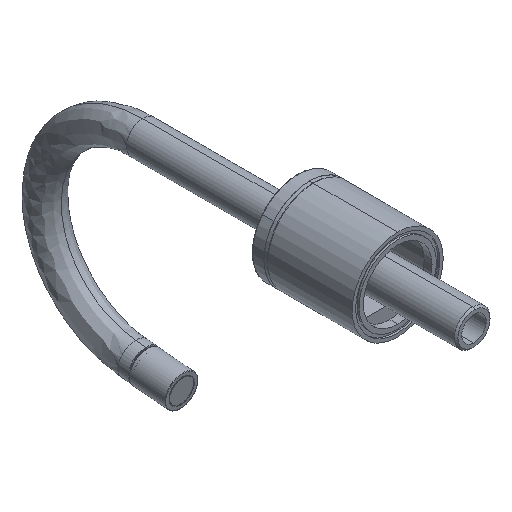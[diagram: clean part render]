
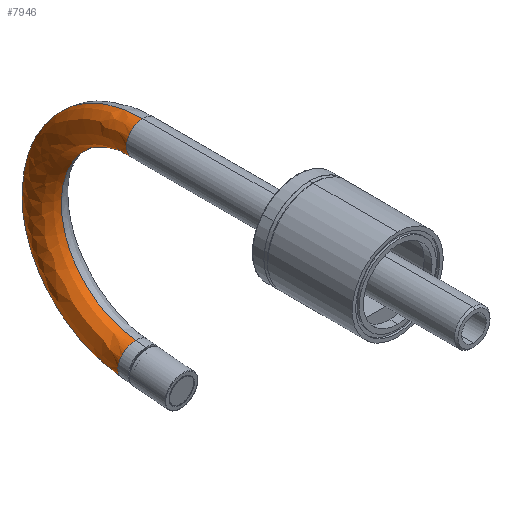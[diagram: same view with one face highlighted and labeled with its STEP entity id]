
A CAD part, isometric view. The second image highlights one B-rep face of the part: STEP entity #7946.
In plain terms, the highlighted free-form (B-spline) face has degree [3, 3] with [4, 4] control points.
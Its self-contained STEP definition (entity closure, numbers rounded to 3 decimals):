
#403 = CARTESIAN_POINT ( 'NONE',  ( 19.226, 232.964, 35.475 ) ) ;
#626 = EDGE_CURVE ( 'NONE', #7142, #8203, #15120, .T. ) ;
#775 = VERTEX_POINT ( 'NONE', #15016 ) ;
#1176 = DIRECTION ( 'NONE',  ( 0., 0.087, -0.996 ) ) ;
#1537 = CARTESIAN_POINT ( 'NONE',  ( 0.226, 149.723, -59.444 ) ) ;
#1639 = CIRCLE ( 'NONE', #11110, 9.5 ) ;
#1672 = CARTESIAN_POINT ( 'NONE',  ( 19.226, 151.379, -78.371 ) ) ;
#1734 = ORIENTED_EDGE ( 'NONE', *, *, #3197, .T. ) ;
#1796 = FACE_OUTER_BOUND ( 'NONE', #14874, .T. ) ;
#2263 = CARTESIAN_POINT ( 'NONE',  ( 19.226, 145.578, 54.475 ) ) ;
#2848 = CARTESIAN_POINT ( 'NONE',  ( 19.226, 149.723, -59.444 ) ) ;
#3132 = AXIS2_PLACEMENT_3D ( 'NONE', #14759, #6744, #10666 ) ;
#3189 = AXIS2_PLACEMENT_3D ( 'NONE', #12652, #12829, #16565 ) ;
#3197 = EDGE_CURVE ( 'NONE', #775, #7142, #11262, .T. ) ;
#3301 = CIRCLE ( 'NONE', #5539, 47.55 ) ;
#4409 = CARTESIAN_POINT ( 'NONE',  ( 0.226, 273.217, -67.712 ) ) ;
#4494 = CARTESIAN_POINT ( 'NONE',  ( 19.226, 151.379, -78.371 ) ) ;
#5539 = AXIS2_PLACEMENT_3D ( 'NONE', #12764, #8929, #15293 ) ;
#5726 = CARTESIAN_POINT ( 'NONE',  ( 19.226, 145.578, 35.475 ) ) ;
#6744 = DIRECTION ( 'NONE',  ( -1., 0., 0. ) ) ;
#6987 = ORIENTED_EDGE ( 'NONE', *, *, #15213, .T. ) ;
#7142 = VERTEX_POINT ( 'NONE', #2263 ) ;
#7946 = ADVANCED_FACE ( 'NONE', ( #1796 ), #8547, .T. ) ;
#8179 = CARTESIAN_POINT ( 'NONE',  ( 0.226, 145.578, 54.475 ) ) ;
#8203 = VERTEX_POINT ( 'NONE', #1672 ) ;
#8352 = CARTESIAN_POINT ( 'NONE',  ( 0.226, 232.964, 35.475 ) ) ;
#8547 =( BOUNDED_SURFACE ( )  B_SPLINE_SURFACE ( 3, 3, ( 
 ( #5726, #403, #11046, #2848 ),
 ( #16530, #8352, #15142, #1537 ),
 ( #8179, #16447, #4409, #16357 ),
 ( #9662, #12444, #9750, #4494 ) ),
 .UNSPECIFIED., .F., .F., .F. ) 
 B_SPLINE_SURFACE_WITH_KNOTS ( ( 4, 4 ),
 ( 4, 4 ),
 ( 0., 1. ),
 ( 0., 1. ),
 .UNSPECIFIED. ) 
 GEOMETRIC_REPRESENTATION_ITEM ( )  RATIONAL_B_SPLINE_SURFACE ( (
 ( 1., 0.362, 0.362, 1.),
 ( 0.333, 0.121, 0.121, 0.333),
 ( 0.333, 0.121, 0.121, 0.333),
 ( 1., 0.362, 0.362, 1.) ) ) 
 REPRESENTATION_ITEM ( '' )  SURFACE ( )  );
#8929 = DIRECTION ( 'NONE',  ( -1., 0., 0. ) ) ;
#8947 = CARTESIAN_POINT ( 'NONE',  ( 19.226, 150.551, -68.908 ) ) ;
#9215 = DIRECTION ( 'NONE',  ( 0., 0.996, 0.087 ) ) ;
#9662 = CARTESIAN_POINT ( 'NONE',  ( 19.226, 145.578, 54.475 ) ) ;
#9750 = CARTESIAN_POINT ( 'NONE',  ( 19.226, 273.217, -67.712 ) ) ;
#10666 = DIRECTION ( 'NONE',  ( 0., -1., 0. ) ) ;
#11046 = CARTESIAN_POINT ( 'NONE',  ( 19.226, 236.776, -51.827 ) ) ;
#11110 = AXIS2_PLACEMENT_3D ( 'NONE', #8947, #9215, #1176 ) ;
#11189 = ORIENTED_EDGE ( 'NONE', *, *, #12385, .F. ) ;
#11262 = CIRCLE ( 'NONE', #3189, 9.5 ) ;
#11626 = ORIENTED_EDGE ( 'NONE', *, *, #626, .T. ) ;
#12385 = EDGE_CURVE ( 'NONE', #775, #16230, #3301, .T. ) ;
#12444 = CARTESIAN_POINT ( 'NONE',  ( 19.226, 267.882, 54.475 ) ) ;
#12652 = CARTESIAN_POINT ( 'NONE',  ( 19.226, 145.578, 44.975 ) ) ;
#12764 = CARTESIAN_POINT ( 'NONE',  ( 19.226, 145.578, -12.075 ) ) ;
#12829 = DIRECTION ( 'NONE',  ( 0., 1., 0. ) ) ;
#13765 = CARTESIAN_POINT ( 'NONE',  ( 19.226, 149.723, -59.444 ) ) ;
#14759 = CARTESIAN_POINT ( 'NONE',  ( 19.226, 145.578, -12.075 ) ) ;
#14874 = EDGE_LOOP ( 'NONE', ( #11189, #1734, #11626, #6987 ) ) ;
#15016 = CARTESIAN_POINT ( 'NONE',  ( 19.226, 145.578, 35.475 ) ) ;
#15120 = CIRCLE ( 'NONE', #3132, 66.55 ) ;
#15142 = CARTESIAN_POINT ( 'NONE',  ( 0.226, 236.776, -51.827 ) ) ;
#15213 = EDGE_CURVE ( 'NONE', #8203, #16230, #1639, .T. ) ;
#15293 = DIRECTION ( 'NONE',  ( 0., -1., 0. ) ) ;
#16230 = VERTEX_POINT ( 'NONE', #13765 ) ;
#16357 = CARTESIAN_POINT ( 'NONE',  ( 0.226, 151.379, -78.371 ) ) ;
#16447 = CARTESIAN_POINT ( 'NONE',  ( 0.226, 267.882, 54.475 ) ) ;
#16530 = CARTESIAN_POINT ( 'NONE',  ( 0.226, 145.578, 35.475 ) ) ;
#16565 = DIRECTION ( 'NONE',  ( 0., 0., 1. ) ) ;
